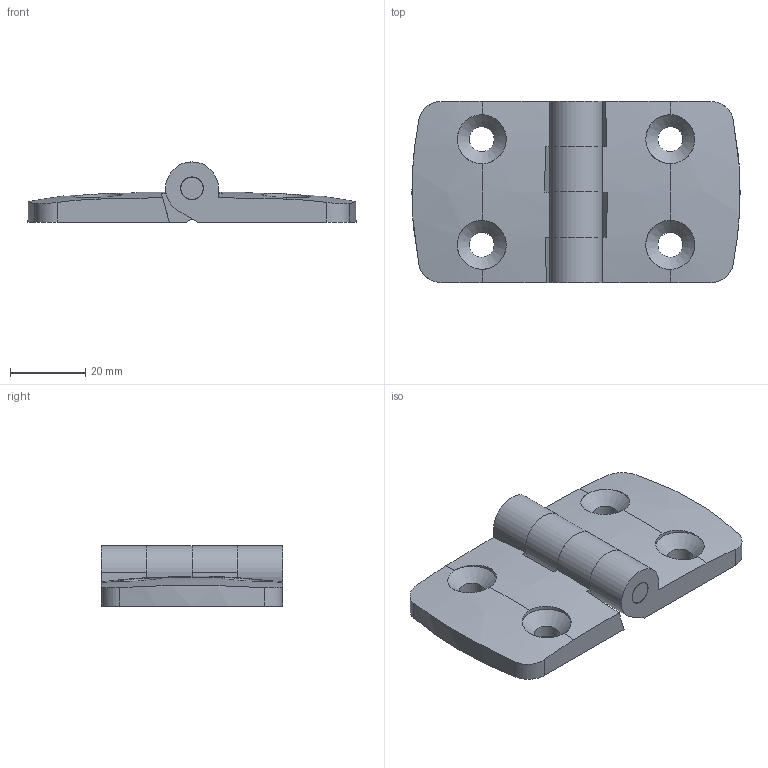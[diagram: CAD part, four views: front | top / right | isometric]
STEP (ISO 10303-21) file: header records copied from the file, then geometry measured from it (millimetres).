
FILE_DESCRIPTION(/* description */ ('KriTec Kombischarnier 10 45x45 Al'),/* implementation_level */ '2;1');
FILE_NAME(/* name */ '81559_KriTec_Kombischarnier_10_45x45_Al.stp',/* time_stamp */ '2020-02-13T15:15:41+01:00',/* author */ ('Nell'),/* organization */ (''),/* preprocessor_version */ 'ST-DEVELOPER v17',/* originating_system */ 'Autodesk Inventor 2018',/* authorisation */ ' ');
FILE_SCHEMA (('AUTOMOTIVE_DESIGN { 1 0 10303 214 3 1 1 }'));
Length unit declared in the file: millimetre
Products named in the file (4): 81559; 81559_1; 81559_3; 81559_2
Assembly tree (3 placements, depth 2):
  81559
    81559_1
    81559_3
    81559_2
Bounding box: 87 x 48 x 15.96 mm (x, y, z)
Volume: 28702.7 mm3; surface area: 14133.3 mm2
Topology: 3 solids, 3 shells, 148 faces, 436 edges, 292 vertices
Faces by surface type: plane 96, cylinder 43, cone 5, bspline 4
Full cylindrical faces by diameter (mm): 5.9 x1, 6 x4, 6.6 x4
Entity records: 5406 total; most frequent: CARTESIAN_POINT 1179, DIRECTION 874, ORIENTED_EDGE 872, EDGE_CURVE 436, AXIS2_PLACEMENT_3D 309, VERTEX_POINT 292, LINE 256, VECTOR 256
